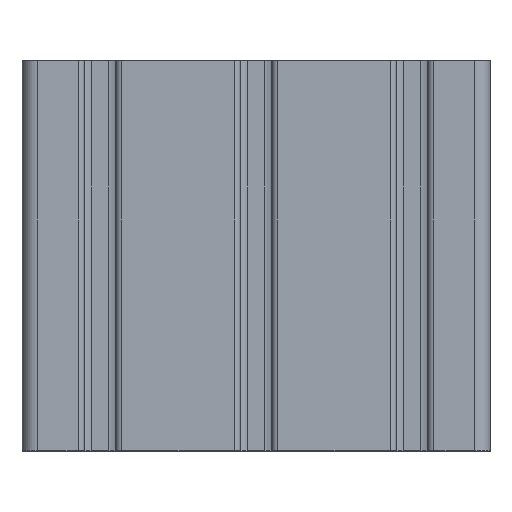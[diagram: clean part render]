
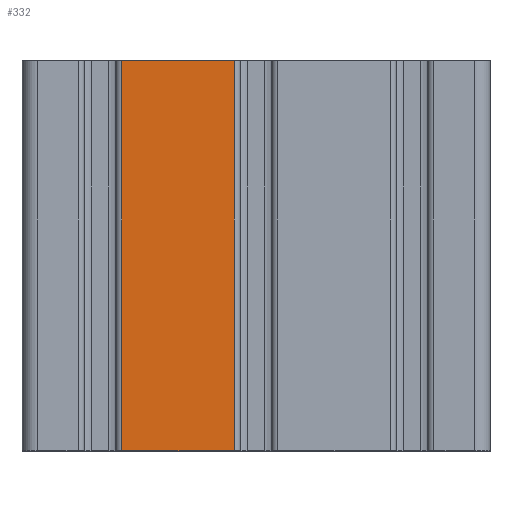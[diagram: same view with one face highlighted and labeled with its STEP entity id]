
A CAD part, top view. The second image highlights one B-rep face of the part: STEP entity #332.
In plain terms, the highlighted planar face has unit normal (0, 0, 1).
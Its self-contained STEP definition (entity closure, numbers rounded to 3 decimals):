
#332 = ADVANCED_FACE( '', ( #963 ), #964, .T. );
#963 = FACE_OUTER_BOUND( '', #1914, .T. );
#964 = PLANE( '', #1915 );
#1914 = EDGE_LOOP( '', ( #2861, #2862, #2863, #2864 ) );
#1915 = AXIS2_PLACEMENT_3D( '', #2865, #2866, #2867 );
#2861 = ORIENTED_EDGE( '', *, *, #5890, .F. );
#2862 = ORIENTED_EDGE( '', *, *, #5891, .F. );
#2863 = ORIENTED_EDGE( '', *, *, #5892, .T. );
#2864 = ORIENTED_EDGE( '', *, *, #5893, .T. );
#2865 = CARTESIAN_POINT( '', ( -5.6, 100., 60. ) );
#2866 = DIRECTION( '', ( 0., 0., 1. ) );
#2867 = DIRECTION( '', ( 1., 0., 0. ) );
#5890 = EDGE_CURVE( '', #7102, #7103, #7104, .T. );
#5891 = EDGE_CURVE( '', #7105, #7102, #7106, .T. );
#5892 = EDGE_CURVE( '', #7105, #7107, #7108, .T. );
#5893 = EDGE_CURVE( '', #7107, #7103, #7109, .T. );
#7102 = VERTEX_POINT( '', #8920 );
#7103 = VERTEX_POINT( '', #8921 );
#7104 = LINE( '', #8922, #8923 );
#7105 = VERTEX_POINT( '', #8924 );
#7106 = LINE( '', #8925, #8926 );
#7107 = VERTEX_POINT( '', #8927 );
#7108 = LINE( '', #8928, #8929 );
#7109 = LINE( '', #8930, #8931 );
#8920 = CARTESIAN_POINT( '', ( -5.6, 0., 60. ) );
#8921 = CARTESIAN_POINT( '', ( -34.4, 0., 60. ) );
#8922 = CARTESIAN_POINT( '', ( -5.6, 0., 60. ) );
#8923 = VECTOR( '', #11282, 1000. );
#8924 = CARTESIAN_POINT( '', ( -5.6, 100., 60. ) );
#8925 = CARTESIAN_POINT( '', ( -5.6, 100., 60. ) );
#8926 = VECTOR( '', #11283, 1000. );
#8927 = CARTESIAN_POINT( '', ( -34.4, 100., 60. ) );
#8928 = CARTESIAN_POINT( '', ( -5.6, 100., 60. ) );
#8929 = VECTOR( '', #11284, 1000. );
#8930 = CARTESIAN_POINT( '', ( -34.4, 100., 60. ) );
#8931 = VECTOR( '', #11285, 1000. );
#11282 = DIRECTION( '', ( -1., 0., 0. ) );
#11283 = DIRECTION( '', ( 0., -1., 0. ) );
#11284 = DIRECTION( '', ( -1., 0., 0. ) );
#11285 = DIRECTION( '', ( 0., -1., 0. ) );
